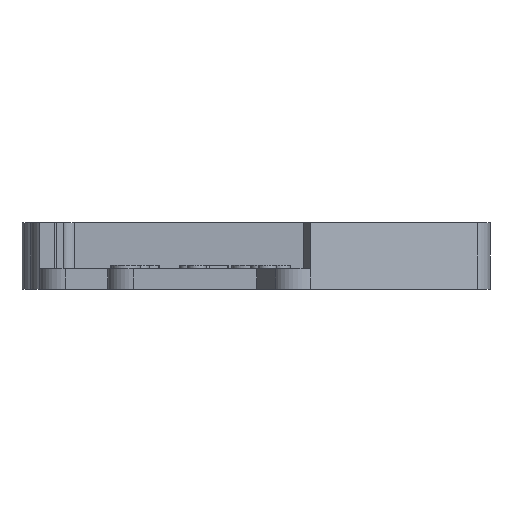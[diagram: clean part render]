
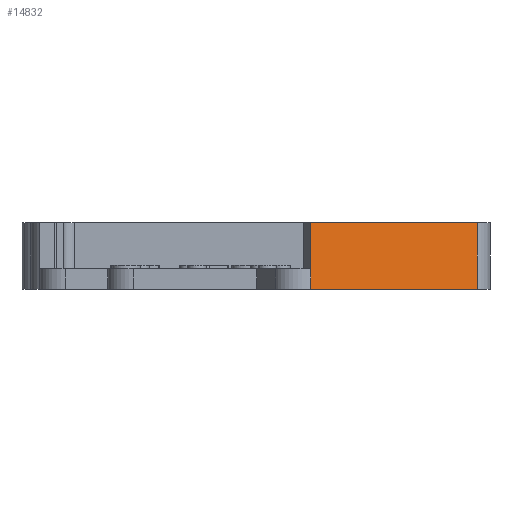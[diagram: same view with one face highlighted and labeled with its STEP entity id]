
A CAD part, left-side view. The second image highlights one B-rep face of the part: STEP entity #14832.
In plain terms, the highlighted planar face has unit normal (-0.866, -0.5, 0).
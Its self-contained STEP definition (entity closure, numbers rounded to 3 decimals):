
#1658=PLANE('',#15341);
#2458=FACE_OUTER_BOUND('',#3332,.T.);
#3332=EDGE_LOOP('',(#13905,#13906,#13907,#13908,#13909));
#4455=LINE('',#28751,#5701);
#4467=LINE('',#28787,#5713);
#4540=LINE('',#29009,#5786);
#4572=LINE('',#29105,#5818);
#4573=LINE('',#29106,#5819);
#5701=VECTOR('',#17158,10.);
#5713=VECTOR('',#17188,10.);
#5786=VECTOR('',#17463,10.);
#5818=VECTOR('',#17553,10.);
#5819=VECTOR('',#17554,10.);
#7298=VERTEX_POINT('',#28747);
#7300=VERTEX_POINT('',#28750);
#7315=VERTEX_POINT('',#28785);
#7363=VERTEX_POINT('',#29008);
#7398=VERTEX_POINT('',#29104);
#9409=EDGE_CURVE('',#7300,#7298,#4455,.T.);
#9428=EDGE_CURVE('',#7298,#7315,#4467,.T.);
#9530=EDGE_CURVE('',#7363,#7300,#4540,.T.);
#9578=EDGE_CURVE('',#7398,#7315,#4572,.T.);
#9579=EDGE_CURVE('',#7363,#7398,#4573,.T.);
#13905=ORIENTED_EDGE('',*,*,#9409,.T.);
#13906=ORIENTED_EDGE('',*,*,#9428,.T.);
#13907=ORIENTED_EDGE('',*,*,#9578,.F.);
#13908=ORIENTED_EDGE('',*,*,#9579,.F.);
#13909=ORIENTED_EDGE('',*,*,#9530,.T.);
#14832=ADVANCED_FACE('',(#2458),#1658,.T.);
#15341=AXIS2_PLACEMENT_3D('',#29103,#17551,#17552);
#17158=DIRECTION('',(0.,0.,-1.));
#17188=DIRECTION('',(0.,0.,-1.));
#17463=DIRECTION('',(-0.5,0.866,0.));
#17551=DIRECTION('center_axis',(-0.866,-0.5,0.));
#17552=DIRECTION('ref_axis',(-0.5,0.866,0.));
#17553=DIRECTION('',(-0.5,0.866,0.));
#17554=DIRECTION('',(0.,0.,-1.));
#28747=CARTESIAN_POINT('',(98.122,-158.468,-0.9));
#28750=CARTESIAN_POINT('',(98.122,-158.468,11.6));
#28751=CARTESIAN_POINT('',(98.122,-158.468,-2.5));
#28785=CARTESIAN_POINT('',(98.122,-158.468,-6.5));
#28787=CARTESIAN_POINT('',(98.122,-158.468,-2.5));
#29008=CARTESIAN_POINT('',(124.172,-203.588,11.6));
#29009=CARTESIAN_POINT('',(93.307,-150.129,11.6));
#29103=CARTESIAN_POINT('Origin',(124.172,-203.588,-2.5));
#29104=CARTESIAN_POINT('',(124.172,-203.588,-6.5));
#29105=CARTESIAN_POINT('',(124.172,-203.588,-6.5));
#29106=CARTESIAN_POINT('',(124.172,-203.588,-2.5));
